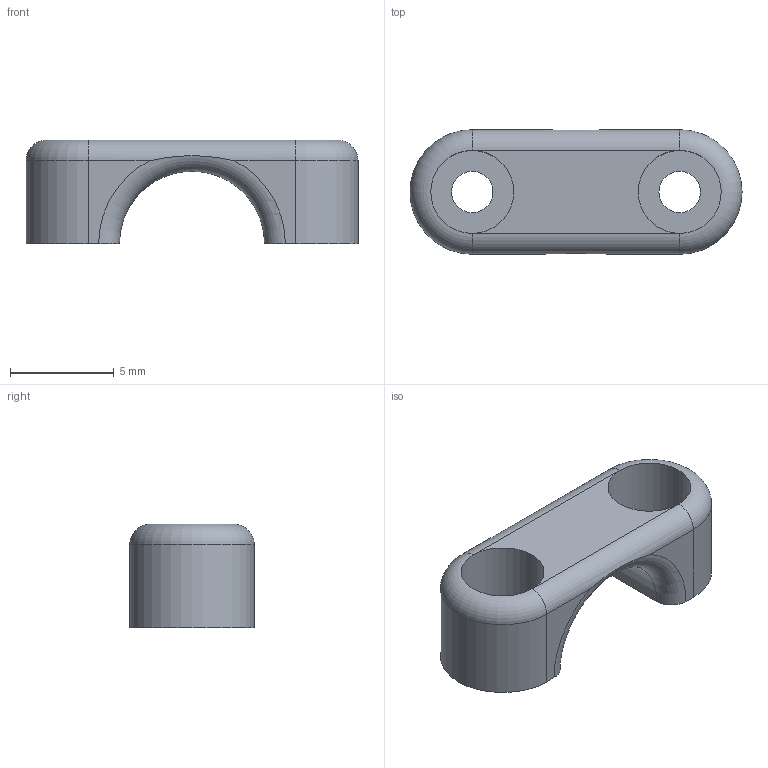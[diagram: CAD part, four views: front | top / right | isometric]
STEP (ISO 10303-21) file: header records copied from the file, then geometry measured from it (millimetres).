
FILE_DESCRIPTION(/* description */ (''),/* implementation_level */ '2;1');
FILE_NAME(/* name */ 'ziptiebase.step',/* time_stamp */ '2022-11-10T16:59:42-06:00',/* author */ (''),/* organization */ (''),/* preprocessor_version */ 'ST-DEVELOPER v19.2',/* originating_system */ 'Autodesk Translation Framework v11.17.0.187',/* authorisation */ '');
FILE_SCHEMA (('AUTOMOTIVE_DESIGN { 1 0 10303 214 3 1 1 }'));
Length unit declared in the file: millimetre
Products named in the file (1): FusionComponent
Bounding box: 16 x 6 x 5 mm (x, y, z)
Volume: 224.9 mm3; surface area: 417.3 mm2
Topology: 1 solids, 1 shells, 22 faces, 52 edges, 32 vertices
Faces by surface type: plane 9, cylinder 9, torus 4
Full cylindrical faces by diameter (mm): 2 x2, 4 x2
Entity records: 705 total; most frequent: CARTESIAN_POINT 133, DIRECTION 126, ORIENTED_EDGE 104, AXIS2_PLACEMENT_3D 53, EDGE_CURVE 52, VERTEX_POINT 32, CIRCLE 30, EDGE_LOOP 26
